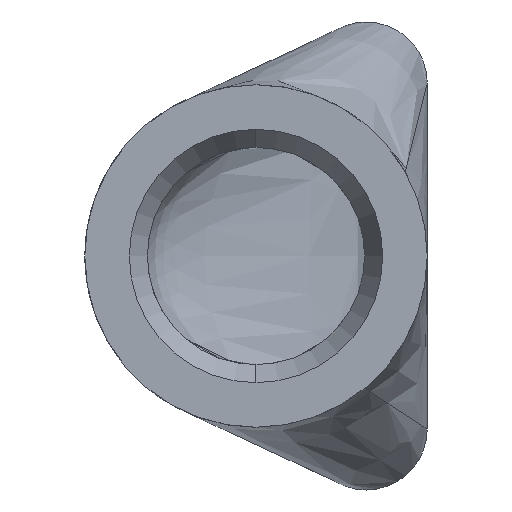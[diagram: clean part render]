
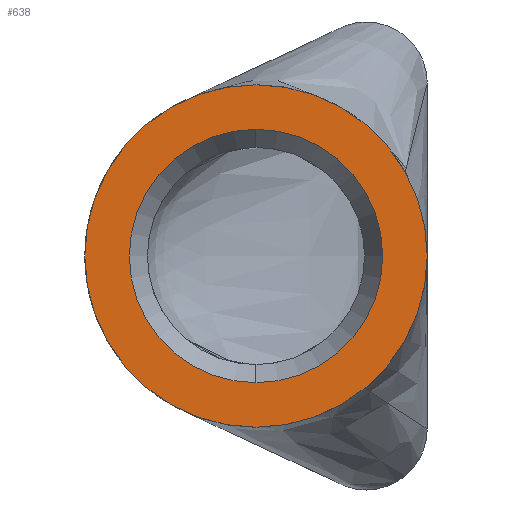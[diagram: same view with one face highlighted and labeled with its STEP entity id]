
A CAD part, left-side view. The second image highlights one B-rep face of the part: STEP entity #638.
In plain terms, the highlighted planar face has unit normal (-1, 0, 0).
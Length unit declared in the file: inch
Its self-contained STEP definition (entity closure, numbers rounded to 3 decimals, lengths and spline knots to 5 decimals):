
#16 = ORIENTED_EDGE ( 'NONE', *, *, #449, .T. ) ;
#42 = CARTESIAN_POINT ( 'NONE',  ( 0., 0.6575, -0.48628 ) ) ;
#79 = CARTESIAN_POINT ( 'NONE',  ( 0., 0.6575, 0.6575 ) ) ;
#84 = FACE_BOUND ( 'NONE', #588, .T. ) ;
#115 = DIRECTION ( 'NONE',  ( 0., 0., 1. ) ) ;
#128 = DIRECTION ( 'NONE',  ( 1., 0., 0. ) ) ;
#131 = EDGE_LOOP ( 'NONE', ( #16, #1116 ) ) ;
#270 = CIRCLE ( 'NONE', #617, 0.6575 ) ;
#290 = PLANE ( 'NONE',  #1013 ) ;
#299 = DIRECTION ( 'NONE',  ( -1., 0., 0. ) ) ;
#311 = EDGE_CURVE ( 'NONE', #404, #566, #512, .T. ) ;
#336 = CARTESIAN_POINT ( 'NONE',  ( 0., 0.6575, 0. ) ) ;
#357 = CARTESIAN_POINT ( 'NONE',  ( 0., 0.6575, 0.48628 ) ) ;
#365 = DIRECTION ( 'NONE',  ( 0., 0., 1. ) ) ;
#384 = CARTESIAN_POINT ( 'NONE',  ( 0., 0., 0. ) ) ;
#404 = VERTEX_POINT ( 'NONE', #42 ) ;
#415 = AXIS2_PLACEMENT_3D ( 'NONE', #520, #128, #115 ) ;
#449 = EDGE_CURVE ( 'NONE', #670, #782, #779, .T. ) ;
#486 = DIRECTION ( 'NONE',  ( -1., 0., 0. ) ) ;
#512 = CIRCLE ( 'NONE', #415, 0.48628 ) ;
#520 = CARTESIAN_POINT ( 'NONE',  ( 0., 0.6575, 0. ) ) ;
#539 = EDGE_CURVE ( 'NONE', #566, #404, #1128, .T. ) ;
#566 = VERTEX_POINT ( 'NONE', #357 ) ;
#588 = EDGE_LOOP ( 'NONE', ( #1110, #803 ) ) ;
#617 = AXIS2_PLACEMENT_3D ( 'NONE', #887, #299, #790 ) ;
#638 = ADVANCED_FACE ( 'NONE', ( #84, #1258 ), #290, .T. ) ;
#670 = VERTEX_POINT ( 'NONE', #79 ) ;
#779 = CIRCLE ( 'NONE', #948, 0.6575 ) ;
#782 = VERTEX_POINT ( 'NONE', #1019 ) ;
#790 = DIRECTION ( 'NONE',  ( 0., 0., 1. ) ) ;
#803 = ORIENTED_EDGE ( 'NONE', *, *, #311, .T. ) ;
#852 = CARTESIAN_POINT ( 'NONE',  ( 0., 0.6575, 0. ) ) ;
#866 = EDGE_CURVE ( 'NONE', #782, #670, #270, .T. ) ;
#887 = CARTESIAN_POINT ( 'NONE',  ( 0., 0.6575, 0. ) ) ;
#948 = AXIS2_PLACEMENT_3D ( 'NONE', #852, #1125, #365 ) ;
#976 = DIRECTION ( 'NONE',  ( 0., 0., 1. ) ) ;
#1013 = AXIS2_PLACEMENT_3D ( 'NONE', #384, #486, #976 ) ;
#1019 = CARTESIAN_POINT ( 'NONE',  ( 0., 0.6575, -0.6575 ) ) ;
#1020 = DIRECTION ( 'NONE',  ( 1., 0., 0. ) ) ;
#1062 = AXIS2_PLACEMENT_3D ( 'NONE', #336, #1020, #1235 ) ;
#1110 = ORIENTED_EDGE ( 'NONE', *, *, #539, .T. ) ;
#1116 = ORIENTED_EDGE ( 'NONE', *, *, #866, .T. ) ;
#1125 = DIRECTION ( 'NONE',  ( -1., 0., 0. ) ) ;
#1128 = CIRCLE ( 'NONE', #1062, 0.48628 ) ;
#1235 = DIRECTION ( 'NONE',  ( 0., 0., 1. ) ) ;
#1258 = FACE_OUTER_BOUND ( 'NONE', #131, .T. ) ;
